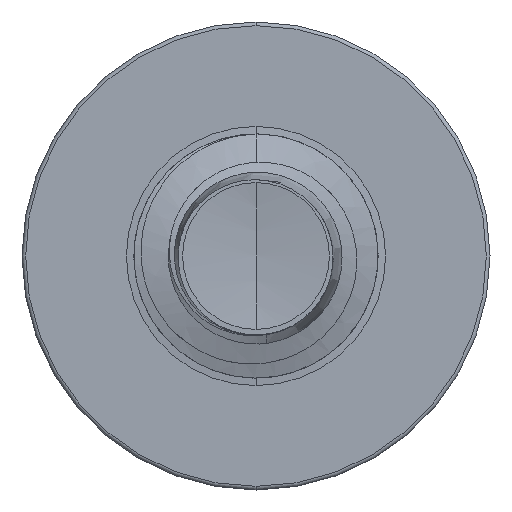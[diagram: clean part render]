
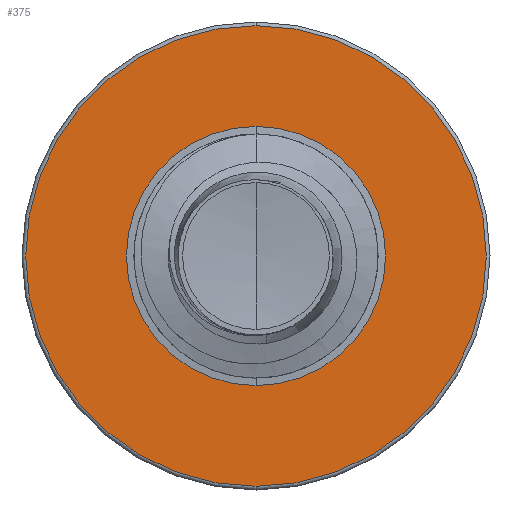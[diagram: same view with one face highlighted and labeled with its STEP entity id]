
A CAD part, front view. The second image highlights one B-rep face of the part: STEP entity #375.
In plain terms, the highlighted planar face has unit normal (0, -1, 0).
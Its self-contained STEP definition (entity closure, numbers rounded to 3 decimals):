
#190 = CIRCLE ( 'NONE', #7764, 0.637 ) ;
#375 = ADVANCED_FACE ( 'NONE', ( #8588, #5951 ), #4190, .F. ) ;
#593 = AXIS2_PLACEMENT_3D ( 'NONE', #11760, #11758, #11737 ) ;
#770 = ORIENTED_EDGE ( 'NONE', *, *, #10424, .T. ) ;
#1068 = CARTESIAN_POINT ( 'NONE',  ( 0., 2., 1.132 ) ) ;
#1406 = AXIS2_PLACEMENT_3D ( 'NONE', #8152, #1796, #9026 ) ;
#1796 = DIRECTION ( 'NONE',  ( 0., 1., 0. ) ) ;
#2611 = VERTEX_POINT ( 'NONE', #3242 ) ;
#3242 = CARTESIAN_POINT ( 'NONE',  ( 0., 2., -0.637 ) ) ;
#3260 = ORIENTED_EDGE ( 'NONE', *, *, #11201, .T. ) ;
#4137 = ORIENTED_EDGE ( 'NONE', *, *, #11220, .F. ) ;
#4190 = PLANE ( 'NONE',  #7363 ) ;
#4879 = CIRCLE ( 'NONE', #6359, 0.637 ) ;
#5290 = CARTESIAN_POINT ( 'NONE',  ( 0., 2., -0.637 ) ) ;
#5293 = DIRECTION ( 'NONE',  ( 0., 1., 0. ) ) ;
#5868 = DIRECTION ( 'NONE',  ( 0., 0., 1. ) ) ;
#5951 = FACE_BOUND ( 'NONE', #8744, .T. ) ;
#6134 = DIRECTION ( 'NONE',  ( 0., 1., 0. ) ) ;
#6261 = VERTEX_POINT ( 'NONE', #7993 ) ;
#6359 = AXIS2_PLACEMENT_3D ( 'NONE', #11467, #6134, #12554 ) ;
#6989 = VERTEX_POINT ( 'NONE', #7737 ) ;
#7363 = AXIS2_PLACEMENT_3D ( 'NONE', #5290, #5293, #5868 ) ;
#7737 = CARTESIAN_POINT ( 'NONE',  ( 0., 2., 0.637 ) ) ;
#7764 = AXIS2_PLACEMENT_3D ( 'NONE', #12858, #12843, #12831 ) ;
#7993 = CARTESIAN_POINT ( 'NONE',  ( 0., 2., -1.132 ) ) ;
#8152 = CARTESIAN_POINT ( 'NONE',  ( 0., 2., 0. ) ) ;
#8588 = FACE_OUTER_BOUND ( 'NONE', #11627, .T. ) ;
#8744 = EDGE_LOOP ( 'NONE', ( #3260, #770 ) ) ;
#9026 = DIRECTION ( 'NONE',  ( 0., 0., 1. ) ) ;
#9304 = VERTEX_POINT ( 'NONE', #1068 ) ;
#9961 = CIRCLE ( 'NONE', #1406, 1.132 ) ;
#10083 = CIRCLE ( 'NONE', #593, 1.132 ) ;
#10327 = ORIENTED_EDGE ( 'NONE', *, *, #10500, .F. ) ;
#10424 = EDGE_CURVE ( 'NONE', #2611, #6989, #190, .T. ) ;
#10500 = EDGE_CURVE ( 'NONE', #9304, #6261, #10083, .T. ) ;
#11201 = EDGE_CURVE ( 'NONE', #6989, #2611, #4879, .T. ) ;
#11220 = EDGE_CURVE ( 'NONE', #6261, #9304, #9961, .T. ) ;
#11467 = CARTESIAN_POINT ( 'NONE',  ( 0., 2., 0. ) ) ;
#11627 = EDGE_LOOP ( 'NONE', ( #10327, #4137 ) ) ;
#11737 = DIRECTION ( 'NONE',  ( 0., 0., 1. ) ) ;
#11758 = DIRECTION ( 'NONE',  ( 0., 1., 0. ) ) ;
#11760 = CARTESIAN_POINT ( 'NONE',  ( 0., 2., 0. ) ) ;
#12554 = DIRECTION ( 'NONE',  ( 0., 0., 1. ) ) ;
#12831 = DIRECTION ( 'NONE',  ( 0., 0., 1. ) ) ;
#12843 = DIRECTION ( 'NONE',  ( 0., 1., 0. ) ) ;
#12858 = CARTESIAN_POINT ( 'NONE',  ( 0., 2., 0. ) ) ;
